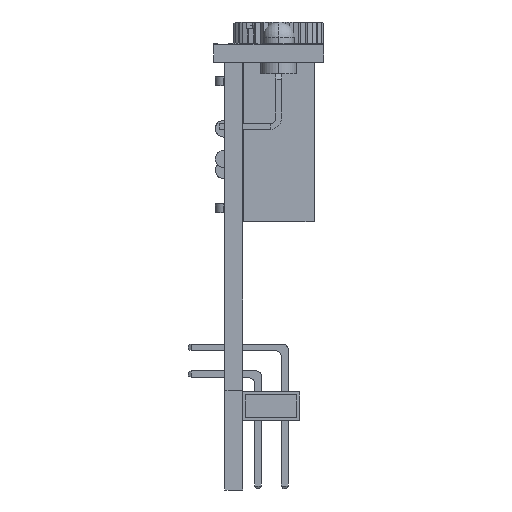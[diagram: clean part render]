
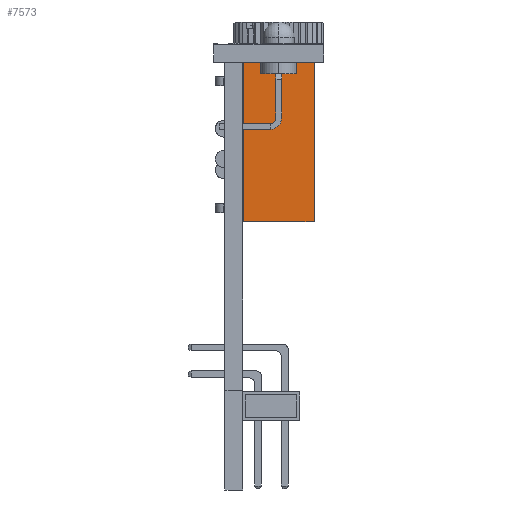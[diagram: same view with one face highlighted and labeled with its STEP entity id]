
A CAD part, front view. The second image highlights one B-rep face of the part: STEP entity #7573.
In plain terms, the highlighted free-form (B-spline) face has degree [1, 1] with [2, 2] control points.
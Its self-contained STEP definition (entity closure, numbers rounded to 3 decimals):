
#1314 = CARTESIAN_POINT ( 'NONE',  ( 14.2, 6.3, 5.5 ) ) ;
#1670 = FACE_OUTER_BOUND ( 'NONE', #30790, .T. ) ;
#3915 = CARTESIAN_POINT ( 'NONE',  ( 14.2, 0., 5.5 ) ) ;
#4149 = CARTESIAN_POINT ( 'NONE',  ( 14.2, 0., 5.5 ) ) ;
#4553 = VERTEX_POINT ( 'NONE', #16393 ) ;
#7573 = ADVANCED_FACE ( 'NONE', ( #1670 ), #28476, .F. ) ;
#7883 = ORIENTED_EDGE ( 'NONE', *, *, #20843, .T. ) ;
#8862 = VERTEX_POINT ( 'NONE', #23115 ) ;
#10146 = VERTEX_POINT ( 'NONE', #3915 ) ;
#11293 = CARTESIAN_POINT ( 'NONE',  ( 0., 0., 5.5 ) ) ;
#11597 = CARTESIAN_POINT ( 'NONE',  ( 0., 6.3, 5.5 ) ) ;
#11638 = CARTESIAN_POINT ( 'NONE',  ( 14.2, 6.3, 5.5 ) ) ;
#12422 = B_SPLINE_CURVE_WITH_KNOTS ( 'NONE', 1,
 ( #30973, #1314 ),
 .UNSPECIFIED., .F., .F.,
 ( 2, 2 ),
 ( 0., 14.2 ),
 .UNSPECIFIED. ) ;
#14345 = CARTESIAN_POINT ( 'NONE',  ( 0., 0., 5.5 ) ) ;
#14518 = CARTESIAN_POINT ( 'NONE',  ( 14.2, 6.3, 5.5 ) ) ;
#15967 = ORIENTED_EDGE ( 'NONE', *, *, #23202, .T. ) ;
#16393 = CARTESIAN_POINT ( 'NONE',  ( 0., 6.3, 5.5 ) ) ;
#16999 = B_SPLINE_CURVE_WITH_KNOTS ( 'NONE', 1,
 ( #11293, #21351 ),
 .UNSPECIFIED., .F., .F.,
 ( 2, 2 ),
 ( 0., 14.2 ),
 .UNSPECIFIED. ) ;
#19344 = CARTESIAN_POINT ( 'NONE',  ( 0., 0., 5.5 ) ) ;
#20819 = ORIENTED_EDGE ( 'NONE', *, *, #20989, .F. ) ;
#20843 = EDGE_CURVE ( 'NONE', #8862, #10146, #16999, .T. ) ;
#20989 = EDGE_CURVE ( 'NONE', #25797, #10146, #26834, .T. ) ;
#21351 = CARTESIAN_POINT ( 'NONE',  ( 14.2, 0., 5.5 ) ) ;
#21992 = B_SPLINE_CURVE_WITH_KNOTS ( 'NONE', 1,
 ( #11597, #19344 ),
 .UNSPECIFIED., .F., .F.,
 ( 2, 2 ),
 ( 0., 6.3 ),
 .UNSPECIFIED. ) ;
#22294 = CARTESIAN_POINT ( 'NONE',  ( 14.2, 6.3, 5.5 ) ) ;
#23115 = CARTESIAN_POINT ( 'NONE',  ( 0., 0., 5.5 ) ) ;
#23202 = EDGE_CURVE ( 'NONE', #4553, #8862, #21992, .T. ) ;
#23246 = ORIENTED_EDGE ( 'NONE', *, *, #31995, .F. ) ;
#24425 = CARTESIAN_POINT ( 'NONE',  ( 0., 6.3, 5.5 ) ) ;
#25797 = VERTEX_POINT ( 'NONE', #11638 ) ;
#26834 = B_SPLINE_CURVE_WITH_KNOTS ( 'NONE', 1,
 ( #22294, #30331 ),
 .UNSPECIFIED., .F., .F.,
 ( 2, 2 ),
 ( 0., 6.3 ),
 .UNSPECIFIED. ) ;
#28476 = B_SPLINE_SURFACE_WITH_KNOTS ( 'NONE', 1, 1, ( 
 ( #4149, #14518 ),
 ( #14345, #24425 ) ),
 .UNSPECIFIED., .F., .F., .F.,
 ( 2, 2 ),
 ( 2, 2 ),
 ( -14.2, 0. ),
 ( -6.3, 0. ),
 .UNSPECIFIED. ) ;
#30331 = CARTESIAN_POINT ( 'NONE',  ( 14.2, 0., 5.5 ) ) ;
#30790 = EDGE_LOOP ( 'NONE', ( #7883, #20819, #23246, #15967 ) ) ;
#30973 = CARTESIAN_POINT ( 'NONE',  ( 0., 6.3, 5.5 ) ) ;
#31995 = EDGE_CURVE ( 'NONE', #4553, #25797, #12422, .T. ) ;
